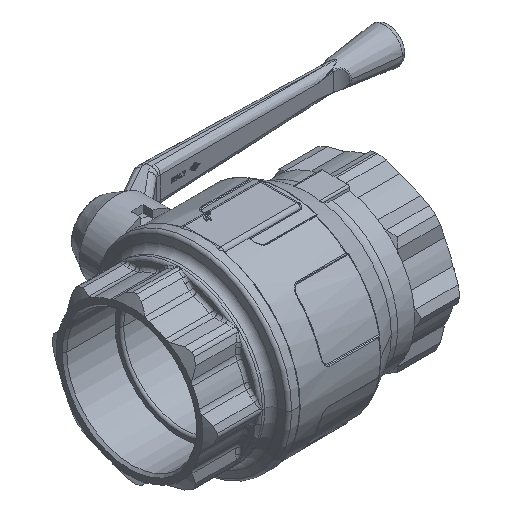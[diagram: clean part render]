
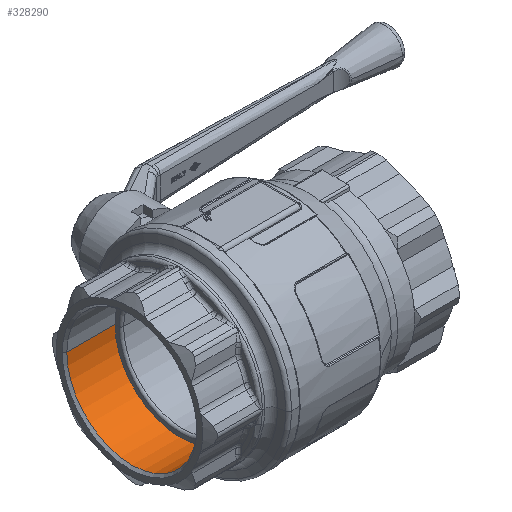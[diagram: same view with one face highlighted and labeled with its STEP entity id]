
A CAD part, isometric view. The second image highlights one B-rep face of the part: STEP entity #328290.
In plain terms, the highlighted cylindrical face has radius 55.04 mm (diameter 110.08 mm), a partial arc.
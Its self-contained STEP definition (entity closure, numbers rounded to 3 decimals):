
#327730=CARTESIAN_POINT('',(64.25,-55.04,0.));
#327740=VERTEX_POINT('',#327730);
#327830=CARTESIAN_POINT('',(64.25,55.04,0.));
#327840=VERTEX_POINT('',#327830);
#327870=CARTESIAN_POINT('',(64.25,0.,0.));
#327880=DIRECTION('',(1.,0.,0.));
#327890=DIRECTION('',(0.,1.,0.));
#327900=AXIS2_PLACEMENT_3D('',#327870,#327880,#327890);
#327910=CIRCLE('',#327900,55.04);
#327970=CARTESIAN_POINT('',(84.645,0.,0.));
#327980=DIRECTION('',(-1.,0.,0.));
#327990=DIRECTION('',(0.,1.,0.));
#328000=AXIS2_PLACEMENT_3D('',#327970,#327980,#327990);
#328010=CYLINDRICAL_SURFACE('',#328000,55.04);
#328020=CARTESIAN_POINT('',(84.645,55.04,0.));
#328030=DIRECTION('',(-1.,0.,0.));
#328040=VECTOR('',#328030,1.);
#328050=LINE('',#328020,#328040);
#328060=CARTESIAN_POINT('',(105.04,55.04,0.));
#328070=VERTEX_POINT('',#328060);
#328080=EDGE_CURVE('',#328070,#327840,#328050,.T.);
#328090=ORIENTED_EDGE('',*,*,#328080,.F.);
#328100=EDGE_CURVE('',#327840,#327740,#327910,.T.);
#328110=ORIENTED_EDGE('',*,*,#328100,.F.);
#328120=CARTESIAN_POINT('',(84.645,-55.04,0.));
#328130=DIRECTION('',(-1.,0.,0.));
#328140=VECTOR('',#328130,1.);
#328150=LINE('',#328120,#328140);
#328160=CARTESIAN_POINT('',(105.04,-55.04,0.));
#328170=VERTEX_POINT('',#328160);
#328180=EDGE_CURVE('',#328170,#327740,#328150,.T.);
#328190=ORIENTED_EDGE('',*,*,#328180,.T.);
#328200=CARTESIAN_POINT('',(105.04,0.,0.));
#328210=DIRECTION('',(1.,0.,0.));
#328220=DIRECTION('',(0.,1.,0.));
#328230=AXIS2_PLACEMENT_3D('',#328200,#328210,#328220);
#328240=CIRCLE('',#328230,55.04);
#328250=EDGE_CURVE('',#328070,#328170,#328240,.T.);
#328260=ORIENTED_EDGE('',*,*,#328250,.T.);
#328270=EDGE_LOOP('',(#328260,#328190,#328110,#328090));
#328280=FACE_OUTER_BOUND('',#328270,.T.);
#328290=ADVANCED_FACE('',(#328280),#328010,.F.);
